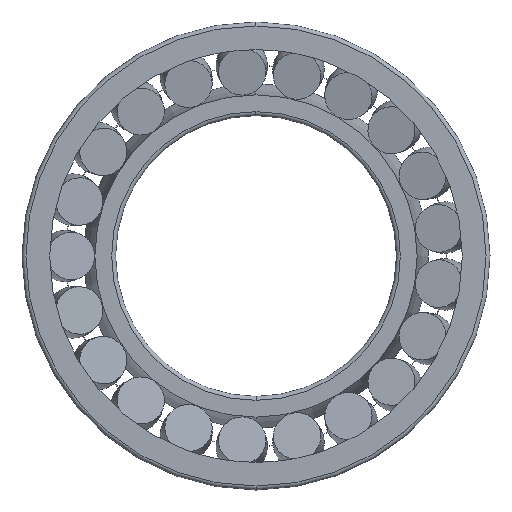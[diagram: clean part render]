
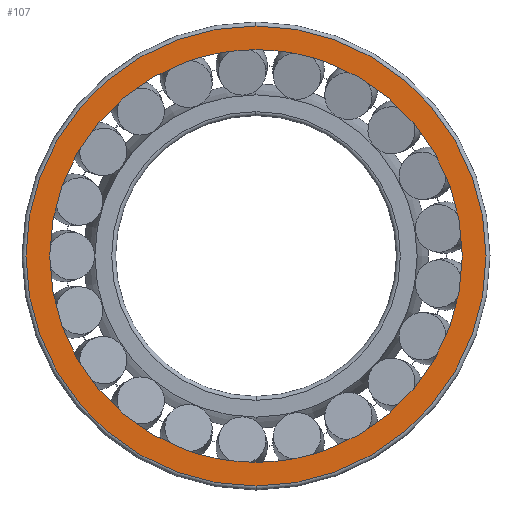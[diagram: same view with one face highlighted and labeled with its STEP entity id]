
A CAD part, left-side view. The second image highlights one B-rep face of the part: STEP entity #107.
In plain terms, the highlighted planar face has unit normal (-1, 0, 0).
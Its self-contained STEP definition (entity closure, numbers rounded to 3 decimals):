
#107=ADVANCED_FACE('',(#439,#440),#441,.T.);
#439=FACE_OUTER_BOUND('',#1108,.T.);
#440=FACE_BOUND('',#1109,.T.);
#441=PLANE('',#1110);
#1108=EDGE_LOOP('',(#2004,#2005,#2006));
#1109=EDGE_LOOP('',(#2007,#2008,#2009));
#1110=AXIS2_PLACEMENT_3D('',#2010,#2011,#2012);
#2004=ORIENTED_EDGE('',*,*,#4180,.F.);
#2005=ORIENTED_EDGE('',*,*,#4179,.F.);
#2006=ORIENTED_EDGE('',*,*,#4207,.F.);
#2007=ORIENTED_EDGE('',*,*,#4211,.T.);
#2008=ORIENTED_EDGE('',*,*,#4162,.T.);
#2009=ORIENTED_EDGE('',*,*,#4212,.T.);
#2010=CARTESIAN_POINT('',(0.0,116.554,0.0));
#2011=DIRECTION('',(-1.0,0.,0.0));
#2012=DIRECTION('',(0.,-1.0,0.0));
#4162=EDGE_CURVE('',#4968,#4965,#4969,.T.);
#4179=EDGE_CURVE('',#4999,#5002,#5003,.T.);
#4180=EDGE_CURVE('',#5002,#5004,#5005,.T.);
#4207=EDGE_CURVE('',#5004,#4999,#5042,.T.);
#4211=EDGE_CURVE('',#5047,#4968,#5048,.T.);
#4212=EDGE_CURVE('',#4965,#5047,#5049,.T.);
#4965=VERTEX_POINT('',#6310);
#4968=VERTEX_POINT('',#6313);
#4969=CIRCLE('',#6314,110.209);
#4999=VERTEX_POINT('',#6346);
#5002=VERTEX_POINT('',#6349);
#5003=CIRCLE('',#6350,122.9);
#5004=VERTEX_POINT('',#6351);
#5005=CIRCLE('',#6352,122.9);
#5042=CIRCLE('',#6465,122.9);
#5047=VERTEX_POINT('',#6470);
#5048=CIRCLE('',#6471,110.209);
#5049=CIRCLE('',#6472,110.209);
#6310=CARTESIAN_POINT('',(0.,0.,-110.209));
#6313=CARTESIAN_POINT('',(0.,0.,110.209));
#6314=AXIS2_PLACEMENT_3D('',#13136,#13137,#13138);
#6346=CARTESIAN_POINT('',(0.0,0.,-122.9));
#6349=CARTESIAN_POINT('',(0.0,122.9,0.0));
#6350=AXIS2_PLACEMENT_3D('',#13183,#13184,#13185);
#6351=CARTESIAN_POINT('',(0.0,0.,122.9));
#6352=AXIS2_PLACEMENT_3D('',#13186,#13187,#13188);
#6465=AXIS2_PLACEMENT_3D('',#13240,#13241,#13242);
#6470=CARTESIAN_POINT('',(0.,110.209,0.0));
#6471=AXIS2_PLACEMENT_3D('',#13252,#13253,#13254);
#6472=AXIS2_PLACEMENT_3D('',#13255,#13256,#13257);
#13136=CARTESIAN_POINT('',(0.,0.0,0.0));
#13137=DIRECTION('',(1.0,0.0,0.0));
#13138=DIRECTION('',(0.0,1.0,0.0));
#13183=CARTESIAN_POINT('',(0.0,0.0,0.0));
#13184=DIRECTION('',(1.0,0.0,0.0));
#13185=DIRECTION('',(0.0,1.0,0.0));
#13186=CARTESIAN_POINT('',(0.0,0.0,0.0));
#13187=DIRECTION('',(1.0,0.0,0.0));
#13188=DIRECTION('',(0.0,1.0,0.0));
#13240=CARTESIAN_POINT('',(0.0,0.0,0.0));
#13241=DIRECTION('',(1.0,0.0,0.0));
#13242=DIRECTION('',(0.0,1.0,0.0));
#13252=CARTESIAN_POINT('',(0.,0.0,0.0));
#13253=DIRECTION('',(1.0,0.0,0.0));
#13254=DIRECTION('',(0.0,1.0,0.0));
#13255=CARTESIAN_POINT('',(0.,0.0,0.0));
#13256=DIRECTION('',(1.0,0.0,0.0));
#13257=DIRECTION('',(0.0,1.0,0.0));
